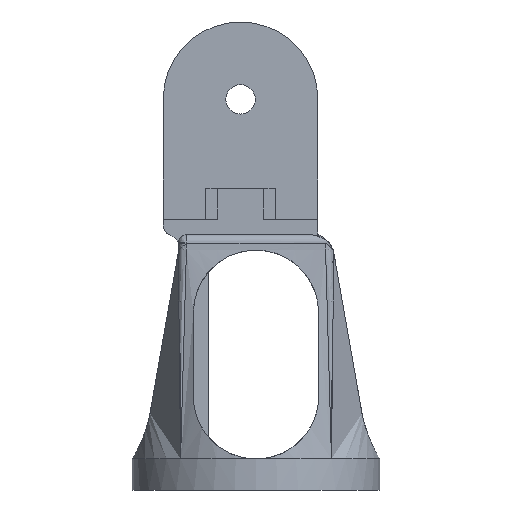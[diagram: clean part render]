
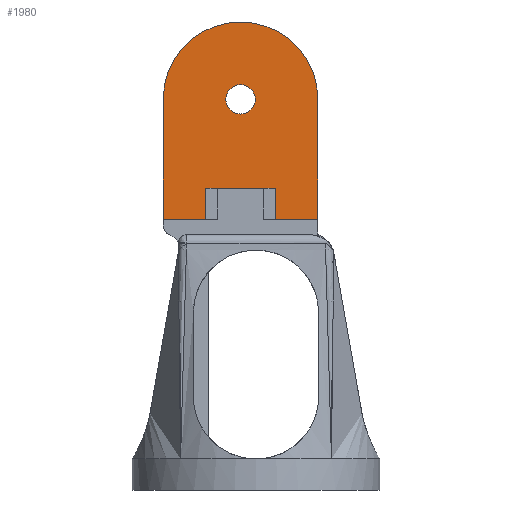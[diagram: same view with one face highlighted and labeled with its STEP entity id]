
A CAD part, left-side view. The second image highlights one B-rep face of the part: STEP entity #1980.
In plain terms, the highlighted planar face has unit normal (-1, 0, 0).
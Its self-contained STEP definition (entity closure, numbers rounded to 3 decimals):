
#16=FACE_BOUND('',#729,.T.);
#192=LINE('',#4462,#360);
#205=LINE('',#4487,#373);
#206=LINE('',#4489,#374);
#208=LINE('',#4498,#376);
#209=LINE('',#4500,#377);
#210=LINE('',#4504,#378);
#211=LINE('',#4505,#379);
#360=VECTOR('',#2517,10.);
#373=VECTOR('',#2538,10.);
#374=VECTOR('',#2541,10.);
#376=VECTOR('',#2551,10.);
#377=VECTOR('',#2552,16.);
#378=VECTOR('',#2555,16.);
#379=VECTOR('',#2556,10.);
#445=PLANE('',#2132);
#621=FACE_OUTER_BOUND('',#728,.T.);
#728=EDGE_LOOP('',(#1782,#1783,#1784,#1785,#1786,#1787,#1788,#1789));
#729=EDGE_LOOP('',(#1790));
#789=CIRCLE('',#2130,1.9);
#791=CIRCLE('',#2133,10.);
#958=VERTEX_POINT('',#4459);
#959=VERTEX_POINT('',#4461);
#966=VERTEX_POINT('',#4483);
#967=VERTEX_POINT('',#4485);
#968=VERTEX_POINT('',#4491);
#970=VERTEX_POINT('',#4497);
#971=VERTEX_POINT('',#4499);
#972=VERTEX_POINT('',#4501);
#973=VERTEX_POINT('',#4503);
#1233=EDGE_CURVE('',#959,#958,#192,.T.);
#1246=EDGE_CURVE('',#966,#967,#205,.T.);
#1247=EDGE_CURVE('',#958,#966,#206,.T.);
#1248=EDGE_CURVE('',#968,#968,#789,.F.);
#1251=EDGE_CURVE('',#970,#967,#208,.T.);
#1252=EDGE_CURVE('',#971,#970,#209,.T.);
#1253=EDGE_CURVE('',#972,#971,#791,.T.);
#1254=EDGE_CURVE('',#973,#972,#210,.T.);
#1255=EDGE_CURVE('',#959,#973,#211,.T.);
#1782=ORIENTED_EDGE('',*,*,#1233,.T.);
#1783=ORIENTED_EDGE('',*,*,#1247,.T.);
#1784=ORIENTED_EDGE('',*,*,#1246,.T.);
#1785=ORIENTED_EDGE('',*,*,#1251,.F.);
#1786=ORIENTED_EDGE('',*,*,#1252,.F.);
#1787=ORIENTED_EDGE('',*,*,#1253,.F.);
#1788=ORIENTED_EDGE('',*,*,#1254,.F.);
#1789=ORIENTED_EDGE('',*,*,#1255,.F.);
#1790=ORIENTED_EDGE('',*,*,#1248,.T.);
#1980=ADVANCED_FACE('',(#621,#16),#445,.F.);
#2130=AXIS2_PLACEMENT_3D('',#4492,#2544,#2545);
#2132=AXIS2_PLACEMENT_3D('',#4496,#2549,#2550);
#2133=AXIS2_PLACEMENT_3D('',#4502,#2553,#2554);
#2517=DIRECTION('',(0.,0.,1.));
#2538=DIRECTION('',(0.,0.,-1.));
#2541=DIRECTION('',(0.,-1.,0.));
#2544=DIRECTION('center_axis',(-1.,0.,0.));
#2545=DIRECTION('ref_axis',(0.,0.,-1.));
#2549=DIRECTION('center_axis',(1.,0.,0.));
#2550=DIRECTION('ref_axis',(0.,0.,-1.));
#2551=DIRECTION('',(0.,1.,0.));
#2552=DIRECTION('',(0.,0.,-1.));
#2553=DIRECTION('center_axis',(1.,0.,0.));
#2554=DIRECTION('ref_axis',(0.,0.,-1.));
#2555=DIRECTION('',(0.,0.,1.));
#2556=DIRECTION('',(0.,1.,0.));
#4459=CARTESIAN_POINT('',(10.,3.,39.5));
#4461=CARTESIAN_POINT('',(10.,3.,35.486));
#4462=CARTESIAN_POINT('',(10.,3.,45.));
#4483=CARTESIAN_POINT('',(10.,-3.,39.5));
#4485=CARTESIAN_POINT('',(10.,-3.,35.486));
#4487=CARTESIAN_POINT('',(10.,-3.,45.));
#4489=CARTESIAN_POINT('',(10.,0.,39.5));
#4491=CARTESIAN_POINT('',(10.,0.,52.9));
#4492=CARTESIAN_POINT('Origin',(10.,0.,51.));
#4496=CARTESIAN_POINT('Origin',(10.,0.,51.));
#4497=CARTESIAN_POINT('',(10.,-10.,35.486));
#4498=CARTESIAN_POINT('',(10.,0.,35.486));
#4499=CARTESIAN_POINT('',(10.,-10.,51.));
#4500=CARTESIAN_POINT('',(10.,-10.,51.));
#4501=CARTESIAN_POINT('',(10.,10.,51.));
#4502=CARTESIAN_POINT('Origin',(10.,0.,51.));
#4503=CARTESIAN_POINT('',(10.,10.,35.486));
#4504=CARTESIAN_POINT('',(10.,10.,35.));
#4505=CARTESIAN_POINT('',(10.,0.,35.486));
